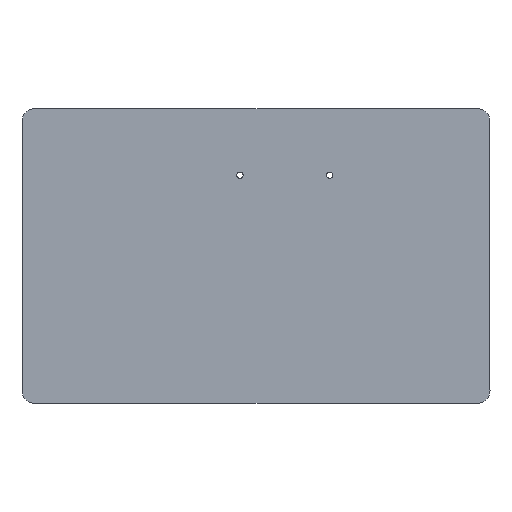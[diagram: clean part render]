
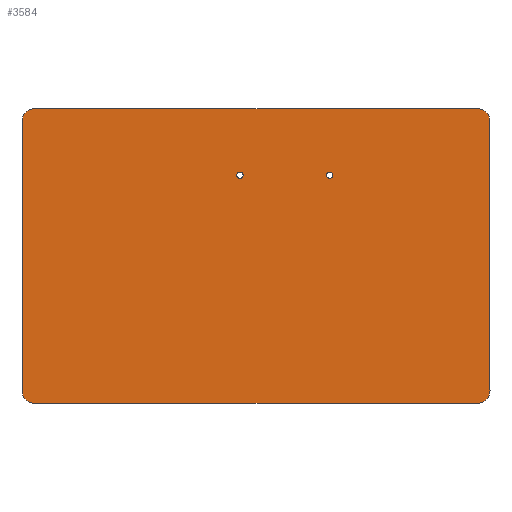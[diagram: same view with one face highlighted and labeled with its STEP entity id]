
A CAD part, front view. The second image highlights one B-rep face of the part: STEP entity #3584.
In plain terms, the highlighted planar face has unit normal (0, -1, 0).
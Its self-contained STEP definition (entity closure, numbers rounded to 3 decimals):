
#3327=CARTESIAN_POINT('',(150.,-1.,53.5));
#3328=DIRECTION('',(0.,1.,0.));
#3329=DIRECTION('',(0.,0.,1.));
#3330=AXIS2_PLACEMENT_3D('',#3327,#3328,#3329);
#3332=CARTESIAN_POINT('',(150.,-1.,-156.5));
#3333=DIRECTION('',(0.,1.,0.));
#3334=DIRECTION('',(1.,0.,0.));
#3335=AXIS2_PLACEMENT_3D('',#3332,#3333,#3334);
#3337=CARTESIAN_POINT('',(-195.,-1.,-156.5));
#3338=DIRECTION('',(0.,1.,0.));
#3339=DIRECTION('',(0.,0.,-1.));
#3340=AXIS2_PLACEMENT_3D('',#3337,#3338,#3339);
#3342=CARTESIAN_POINT('',(-195.,-1.,53.5));
#3343=DIRECTION('',(0.,1.,0.));
#3344=DIRECTION('',(-1.,0.,0.));
#3345=AXIS2_PLACEMENT_3D('',#3342,#3343,#3344);
#3347=CARTESIAN_POINT('',(35.,-1.,11.5));
#3348=DIRECTION('',(0.,-1.,0.));
#3349=DIRECTION('',(1.,0.,0.));
#3350=AXIS2_PLACEMENT_3D('',#3347,#3348,#3349);
#3352=CARTESIAN_POINT('',(35.,-1.,11.5));
#3353=DIRECTION('',(0.,-1.,0.));
#3354=DIRECTION('',(-1.,0.,0.));
#3355=AXIS2_PLACEMENT_3D('',#3352,#3353,#3354);
#3357=CARTESIAN_POINT('',(-35.,-1.,11.5));
#3358=DIRECTION('',(0.,-1.,0.));
#3359=DIRECTION('',(1.,0.,0.));
#3360=AXIS2_PLACEMENT_3D('',#3357,#3358,#3359);
#3362=CARTESIAN_POINT('',(-35.,-1.,11.5));
#3363=DIRECTION('',(0.,-1.,0.));
#3364=DIRECTION('',(-1.,0.,0.));
#3365=AXIS2_PLACEMENT_3D('',#3362,#3363,#3364);
#3367=DIRECTION('',(-1.,0.,0.));
#3368=VECTOR('',#3367,345.);
#3369=CARTESIAN_POINT('',(150.,-1.,63.5));
#3370=LINE('',#3369,#3368);
#3419=DIRECTION('',(0.,0.,1.));
#3420=VECTOR('',#3419,210.);
#3421=CARTESIAN_POINT('',(160.,-1.,-156.5));
#3422=LINE('',#3421,#3420);
#3435=DIRECTION('',(1.,0.,0.));
#3436=VECTOR('',#3435,345.);
#3437=CARTESIAN_POINT('',(-195.,-1.,-166.5));
#3438=LINE('',#3437,#3436);
#3455=DIRECTION('',(0.,0.,-1.));
#3456=VECTOR('',#3455,210.);
#3457=CARTESIAN_POINT('',(-205.,-1.,53.5));
#3458=LINE('',#3457,#3456);
#3479=CARTESIAN_POINT('',(32.5,-1.,11.5));
#3481=VERTEX_POINT('',#3479);
#3483=CARTESIAN_POINT('',(150.,-1.,63.5));
#3484=CARTESIAN_POINT('',(160.,-1.,53.5));
#3485=VERTEX_POINT('',#3483);
#3486=VERTEX_POINT('',#3484);
#3487=CARTESIAN_POINT('',(160.,-1.,
-156.5));
#3488=CARTESIAN_POINT('',(150.,-1.,-166.5));
#3489=VERTEX_POINT('',#3487);
#3490=VERTEX_POINT('',#3488);
#3491=CARTESIAN_POINT('',(-195.,-1.,-166.5));
#3492=CARTESIAN_POINT('',(-205.,-1.,-156.5));
#3493=VERTEX_POINT('',#3491);
#3494=VERTEX_POINT('',#3492);
#3495=CARTESIAN_POINT('',(-205.,-1.,53.5));
#3496=CARTESIAN_POINT('',(-195.,-1.,63.5));
#3497=VERTEX_POINT('',#3495);
#3498=VERTEX_POINT('',#3496);
#3499=CARTESIAN_POINT('',(37.5,-1.,11.5));
#3500=VERTEX_POINT('',#3499);
#3501=CARTESIAN_POINT('',(-32.5,-1.,11.5));
#3502=CARTESIAN_POINT('',(-37.5,-1.,11.5));
#3503=VERTEX_POINT('',#3501);
#3504=VERTEX_POINT('',#3502);
#3550=CARTESIAN_POINT('',(-22.5,-1.,-51.5));
#3551=DIRECTION('',(0.,1.,0.));
#3552=DIRECTION('',(-1.,0.,0.));
#3553=AXIS2_PLACEMENT_3D('',#3550,#3551,#3552);
#3554=PLANE('',#3553);
#3556=ORIENTED_EDGE('',*,*,#3555,.F.);
#3558=ORIENTED_EDGE('',*,*,#3557,.T.);
#3560=ORIENTED_EDGE('',*,*,#3559,.F.);
#3562=ORIENTED_EDGE('',*,*,#3561,.T.);
#3564=ORIENTED_EDGE('',*,*,#3563,.F.);
#3566=ORIENTED_EDGE('',*,*,#3565,.T.);
#3568=ORIENTED_EDGE('',*,*,#3567,.F.);
#3570=ORIENTED_EDGE('',*,*,#3569,.T.);
#3571=EDGE_LOOP('',(#3556,#3558,#3560,#3562,#3564,#3566,#3568,#3570));
#3572=FACE_OUTER_BOUND('',#3571,.F.);
#3574=ORIENTED_EDGE('',*,*,#3573,.T.);
#3576=ORIENTED_EDGE('',*,*,#3575,.T.);
#3577=EDGE_LOOP('',(#3574,#3576));
#3578=FACE_BOUND('',#3577,.F.);
#3579=ORIENTED_EDGE('',*,*,#3532,.T.);
#3581=ORIENTED_EDGE('',*,*,#3580,.T.);
#3582=EDGE_LOOP('',(#3579,#3581));
#3583=FACE_BOUND('',#3582,.F.);
#3331=CIRCLE('',#3330,10.);
#3336=CIRCLE('',#3335,10.);
#3341=CIRCLE('',#3340,10.);
#3346=CIRCLE('',#3345,10.);
#3351=CIRCLE('',#3350,2.5);
#3356=CIRCLE('',#3355,2.5);
#3361=CIRCLE('',#3360,2.5);
#3366=CIRCLE('',#3365,2.5);
#3532=EDGE_CURVE('',#3503,#3504,#3361,.T.);
#3555=EDGE_CURVE('',#3485,#3498,#3370,.T.);
#3557=EDGE_CURVE('',#3485,#3486,#3331,.T.);
#3559=EDGE_CURVE('',#3489,#3486,#3422,.T.);
#3561=EDGE_CURVE('',#3489,#3490,#3336,.T.);
#3563=EDGE_CURVE('',#3493,#3490,#3438,.T.);
#3565=EDGE_CURVE('',#3493,#3494,#3341,.T.);
#3567=EDGE_CURVE('',#3497,#3494,#3458,.T.);
#3569=EDGE_CURVE('',#3497,#3498,#3346,.T.);
#3573=EDGE_CURVE('',#3500,#3481,#3351,.T.);
#3575=EDGE_CURVE('',#3481,#3500,#3356,.T.);
#3580=EDGE_CURVE('',#3504,#3503,#3366,.T.);
#3584=ADVANCED_FACE('',(#3572,#3578,#3583),#3554,.F.);
